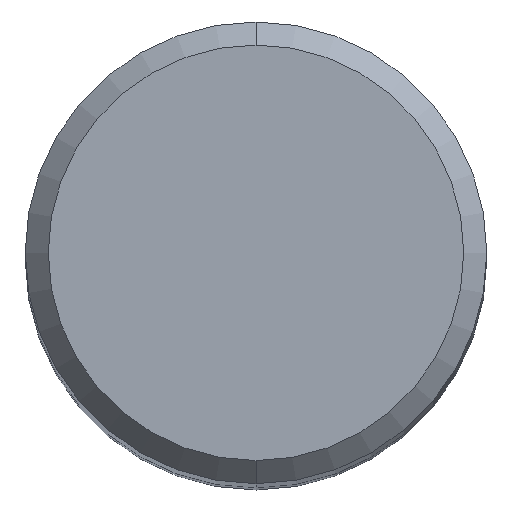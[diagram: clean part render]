
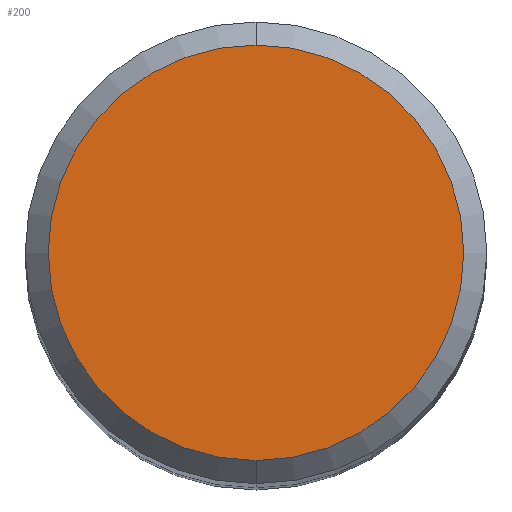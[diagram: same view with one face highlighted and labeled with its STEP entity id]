
A CAD part, top view. The second image highlights one B-rep face of the part: STEP entity #200.
In plain terms, the highlighted planar face has unit normal (0, 0, 1).
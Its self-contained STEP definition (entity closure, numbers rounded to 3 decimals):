
#152=VERTEX_POINT('',#320);
#160=EDGE_CURVE('',#168,#152,#329,.T.);
#168=VERTEX_POINT('',#338);
#172=EDGE_CURVE('',#152,#168,#342,.T.);
#200=ADVANCED_FACE('',(#375),#376,.T.);
#320=CARTESIAN_POINT('',(0.0,4.5,0.0));
#329=CIRCLE('',#516,4.5);
#338=CARTESIAN_POINT('',(0.,-4.5,0.0));
#342=CIRCLE('',#534,4.5);
#375=FACE_OUTER_BOUND('',#572,.T.);
#376=PLANE('',#573);
#516=AXIS2_PLACEMENT_3D('',#721,#722,#723);
#534=AXIS2_PLACEMENT_3D('',#739,#740,#741);
#572=EDGE_LOOP('',(#788,#789));
#573=AXIS2_PLACEMENT_3D('',#790,#791,#792);
#721=CARTESIAN_POINT('',(0.0,0.0,0.0));
#722=DIRECTION('',(0.0,0.0,-1.0));
#723=DIRECTION('',(0.0,1.0,0.0));
#739=CARTESIAN_POINT('',(0.0,0.0,0.0));
#740=DIRECTION('',(0.0,0.0,-1.0));
#741=DIRECTION('',(0.0,1.0,0.0));
#788=ORIENTED_EDGE('',*,*,#172,.F.);
#789=ORIENTED_EDGE('',*,*,#160,.F.);
#790=CARTESIAN_POINT('',(0.0,2.25,0.0));
#791=DIRECTION('',(-0.0,0.0,1.0));
#792=DIRECTION('',(0.0,-1.0,0.0));
